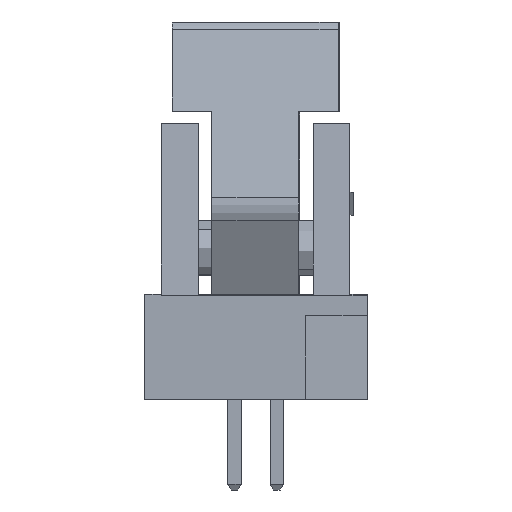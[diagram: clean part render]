
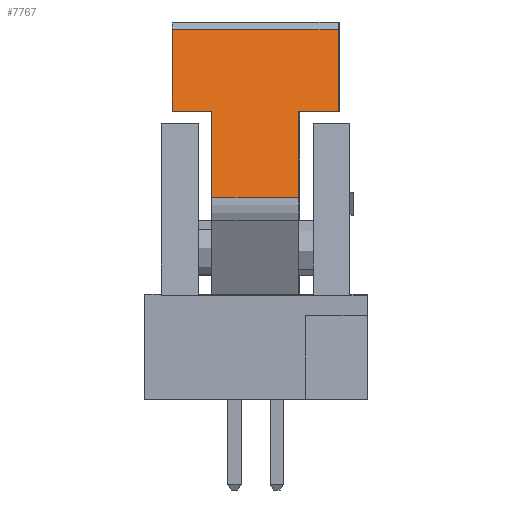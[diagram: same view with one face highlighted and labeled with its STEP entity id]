
A CAD part, left-side view. The second image highlights one B-rep face of the part: STEP entity #7767.
In plain terms, the highlighted face is planar.
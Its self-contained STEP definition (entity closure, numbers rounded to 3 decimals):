
#534=FACE_OUTER_BOUND($,#912,.T.);
#912=EDGE_LOOP($,(#5585,#5586,#5587,#5588,#5589,#5590,#5591,#5592));
#1450=LINE($,#11180,#2474);
#1451=LINE($,#11182,#2475);
#1452=LINE($,#11184,#2476);
#1453=LINE($,#11186,#2477);
#1454=LINE($,#11188,#2478);
#1455=LINE($,#11190,#2479);
#1456=LINE($,#11192,#2480);
#1457=LINE($,#11193,#2481);
#2474=VECTOR($,#9000,4.97);
#2475=VECTOR($,#9001,2.528);
#2476=VECTOR($,#9002,1.185);
#2477=VECTOR($,#9003,2.668);
#2478=VECTOR($,#9004,2.6);
#2479=VECTOR($,#9005,2.668);
#2480=VECTOR($,#9006,1.185);
#2481=VECTOR($,#9007,2.528);
#3535=VERTEX_POINT($,#11178);
#3536=VERTEX_POINT($,#11179);
#3537=VERTEX_POINT($,#11181);
#3538=VERTEX_POINT($,#11183);
#3539=VERTEX_POINT($,#11185);
#3540=VERTEX_POINT($,#11187);
#3541=VERTEX_POINT($,#11189);
#3542=VERTEX_POINT($,#11191);
#4385=EDGE_CURVE($,#3535,#3536,#1450,.T.);
#4386=EDGE_CURVE($,#3536,#3537,#1451,.T.);
#4387=EDGE_CURVE($,#3537,#3538,#1452,.T.);
#4388=EDGE_CURVE($,#3539,#3538,#1453,.T.);
#4389=EDGE_CURVE($,#3540,#3539,#1454,.T.);
#4390=EDGE_CURVE($,#3540,#3541,#1455,.T.);
#4391=EDGE_CURVE($,#3542,#3541,#1456,.T.);
#4392=EDGE_CURVE($,#3535,#3542,#1457,.T.);
#5585=ORIENTED_EDGE($,*,*,#4385,.T.);
#5586=ORIENTED_EDGE($,*,*,#4386,.T.);
#5587=ORIENTED_EDGE($,*,*,#4387,.T.);
#5588=ORIENTED_EDGE($,*,*,#4388,.F.);
#5589=ORIENTED_EDGE($,*,*,#4389,.F.);
#5590=ORIENTED_EDGE($,*,*,#4390,.T.);
#5591=ORIENTED_EDGE($,*,*,#4391,.F.);
#5592=ORIENTED_EDGE($,*,*,#4392,.F.);
#7413=PLANE($,#8203);
#7767=ADVANCED_FACE($,(#534),#7413,.T.);
#8203=AXIS2_PLACEMENT_3D($,#11177,#8998,#8999);
#8998=DIRECTION('center_axis',(-0.253,-0.967,0.));
#8999=DIRECTION('ref_axis',(0.967,-0.253,0.));
#9000=DIRECTION($,(0.,0.,-1.));
#9001=DIRECTION($,(0.967,-0.253,0.));
#9002=DIRECTION($,(0.,0.,1.));
#9003=DIRECTION($,(-0.967,0.253,0.));
#9004=DIRECTION($,(0.,0.,-1.));
#9005=DIRECTION($,(-0.967,0.253,0.));
#9006=DIRECTION($,(0.,0.,-1.));
#9007=DIRECTION($,(0.967,-0.253,0.));
#11177=CARTESIAN_POINT('Origin',(-5.615,-4.028,0.));
#11178=CARTESIAN_POINT('',(-5.391,-4.087,4.97));
#11179=CARTESIAN_POINT('',(-5.391,-4.087,0.));
#11180=CARTESIAN_POINT($,(-5.391,-4.087,4.97));
#11181=CARTESIAN_POINT('',(-2.945,-4.727,0.));
#11182=CARTESIAN_POINT($,(-5.391,-4.087,0.));
#11183=CARTESIAN_POINT('',(-2.945,-4.727,1.185));
#11184=CARTESIAN_POINT($,(-2.945,-4.727,0.));
#11185=CARTESIAN_POINT('',(-0.364,-5.403,1.185));
#11186=CARTESIAN_POINT($,(-0.364,-5.403,1.185));
#11187=CARTESIAN_POINT('',(-0.364,-5.403,3.785));
#11188=CARTESIAN_POINT($,(-0.364,-5.403,3.785));
#11189=CARTESIAN_POINT('',(-2.945,-4.727,3.785));
#11190=CARTESIAN_POINT($,(-0.364,-5.403,3.785));
#11191=CARTESIAN_POINT('',(-2.945,-4.727,4.97));
#11192=CARTESIAN_POINT($,(-2.945,-4.727,4.97));
#11193=CARTESIAN_POINT($,(-5.391,-4.087,4.97));
